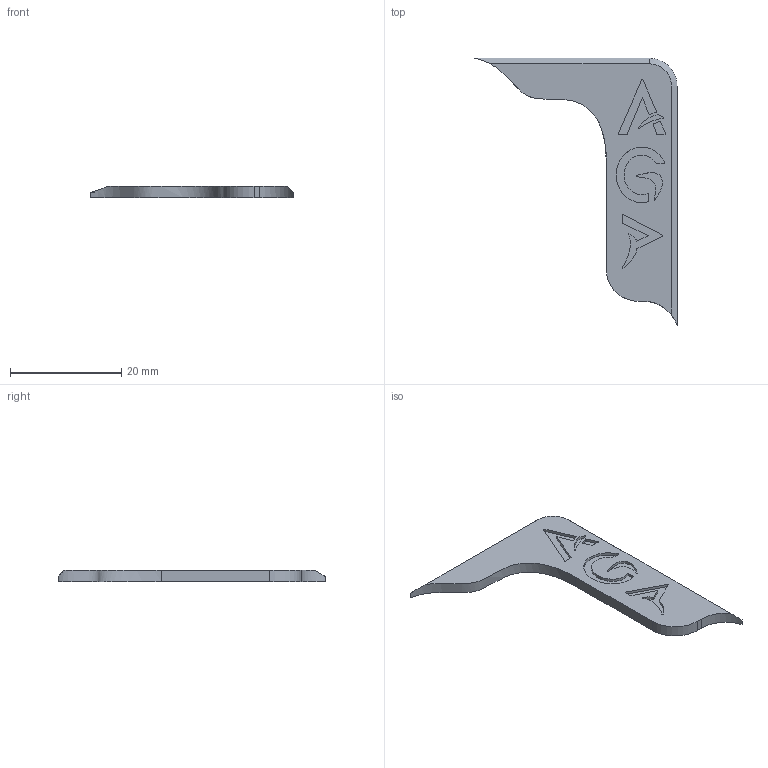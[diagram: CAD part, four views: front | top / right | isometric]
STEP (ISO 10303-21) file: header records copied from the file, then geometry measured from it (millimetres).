
FILE_DESCRIPTION(/* description */ (''),/* implementation_level */ '2;1');
FILE_NAME(/* name */ 'AGP-Keebo-Case-Artisan-Top.step',/* time_stamp */ '2023-06-22T00:40:54+09:00',/* author */ (''),/* organization */ (''),/* preprocessor_version */ 'ST-DEVELOPER v19.2',/* originating_system */ 'Autodesk Translation Framework v12.6.0.85',/* authorisation */ '');
FILE_SCHEMA (('AUTOMOTIVE_DESIGN { 1 0 10303 214 3 1 1 }'));
Length unit declared in the file: millimetre
Products named in the file (1): AGP Keebo Case
Bounding box: 36.37 x 48.09 x 2 mm (x, y, z)
Volume: 1260.1 mm3; surface area: 1804.1 mm2
Topology: 1 solids, 1 shells, 84 faces, 211 edges, 140 vertices
Faces by surface type: plane 38, cylinder 23, bspline 22, cone 1
Full cylindrical faces by diameter (mm): 2.769 x1, 3.2 x3
Entity records: 3305 total; most frequent: CARTESIAN_POINT 1398, ORIENTED_EDGE 422, DIRECTION 328, EDGE_CURVE 211, VERTEX_POINT 140, AXIS2_PLACEMENT_3D 115, LINE 98, VECTOR 98
